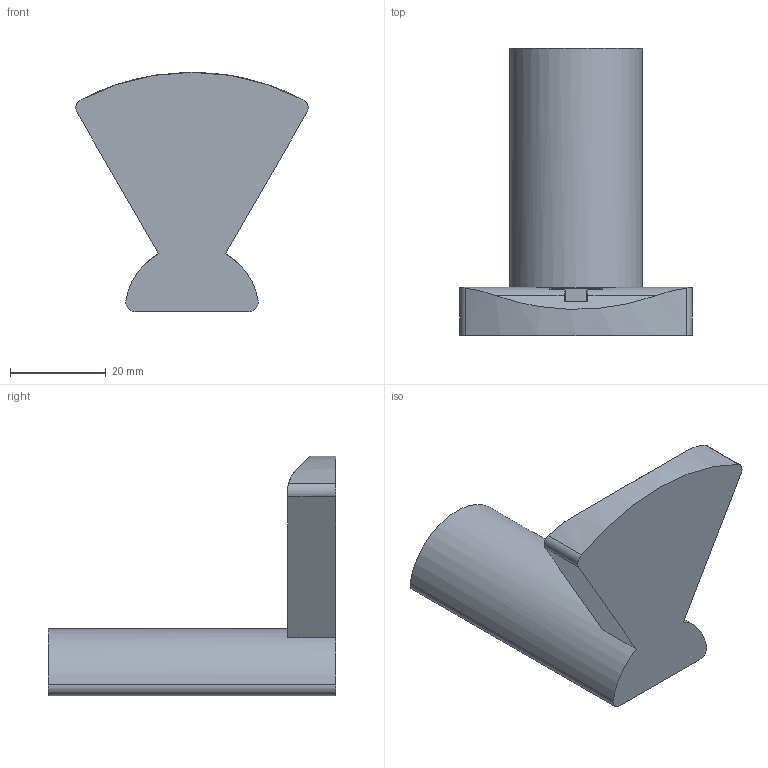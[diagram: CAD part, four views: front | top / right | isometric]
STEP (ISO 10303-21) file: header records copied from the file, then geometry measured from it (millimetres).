
FILE_DESCRIPTION (( 'STEP AP214' ), '1' );
FILE_NAME ('錨璃3.STEP', '2026-02-14T08:32:14', ( '' ), ( '' ), 'SwSTEP 2.0', 'SolidWorks 2025', '' );
FILE_SCHEMA (( 'AUTOMOTIVE_DESIGN' ));
Length unit declared in the file: millimetre
Products named in the file (1): 零件3
Bounding box: 48.49 x 60 x 50 mm (x, y, z)
Volume: 29805.4 mm3; surface area: 8377.9 mm2
Topology: 1 solids, 1 shells, 72 faces, 184 edges, 112 vertices
Faces by surface type: cylinder 33, plane 21, torus 16, sphere 2
Entity records: 2230 total; most frequent: CARTESIAN_POINT 466, DIRECTION 386, ORIENTED_EDGE 364, EDGE_CURVE 182, AXIS2_PLACEMENT_3D 154, VERTEX_POINT 112, CIRCLE 81, LINE 78
